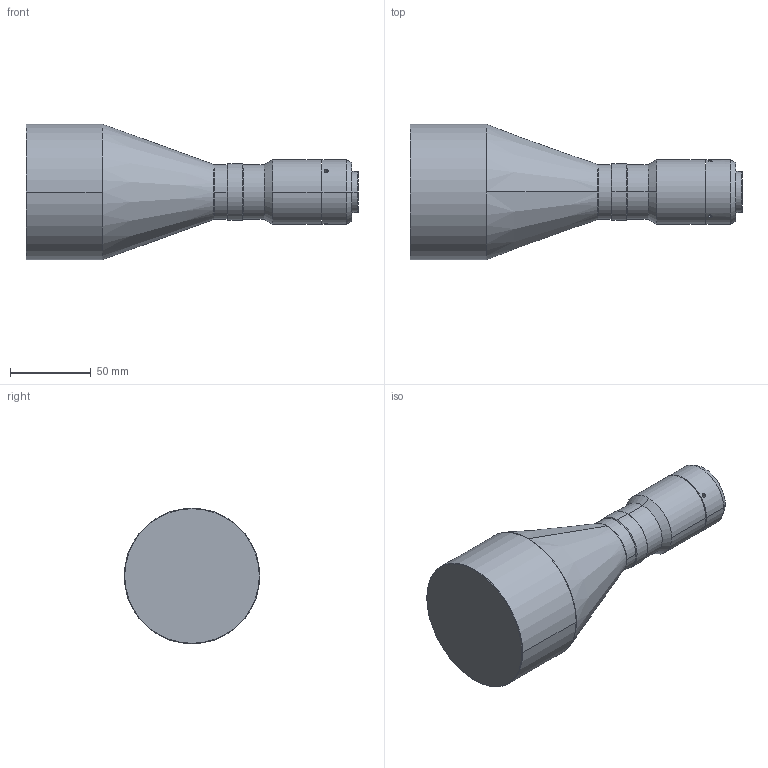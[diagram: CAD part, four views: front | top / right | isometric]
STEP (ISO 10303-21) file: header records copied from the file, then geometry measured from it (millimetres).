
FILE_DESCRIPTION (( 'STEP AP203' ), '1' );
FILE_NAME ('DTCM111-64H-AL.STEP', '2019-11-14T07:13:58', ( 'Windows 蚚誧' ), ( '' ), 'SwSTEP 2.0', 'SolidWorks 2017', '' );
FILE_SCHEMA (( 'CONFIG_CONTROL_DESIGN' ));
Length unit declared in the file: millimetre
Products named in the file (1): DTCM111-64H-AL
Bounding box: 205.6 x 84 x 84 mm (x, y, z)
Volume: 559312.9 mm3; surface area: 44580.3 mm2
Topology: 1 solids, 1 shells, 51 faces, 122 edges, 73 vertices
Faces by surface type: cylinder 22, cone 20, plane 5, bspline 4
Entity records: 1661 total; most frequent: CARTESIAN_POINT 415, DIRECTION 266, ORIENTED_EDGE 232, EDGE_CURVE 116, AXIS2_PLACEMENT_3D 112, VERTEX_POINT 73, CIRCLE 64, EDGE_LOOP 57
